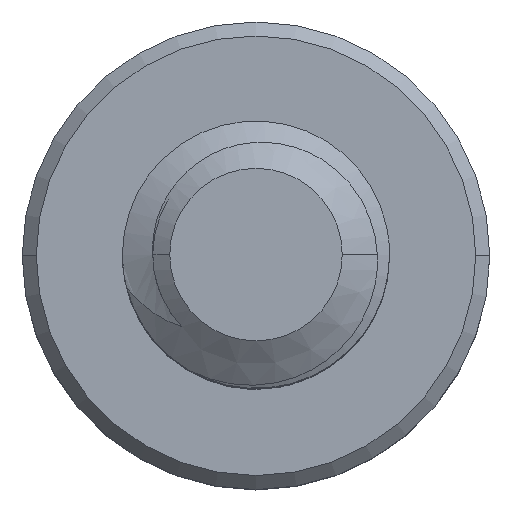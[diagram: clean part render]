
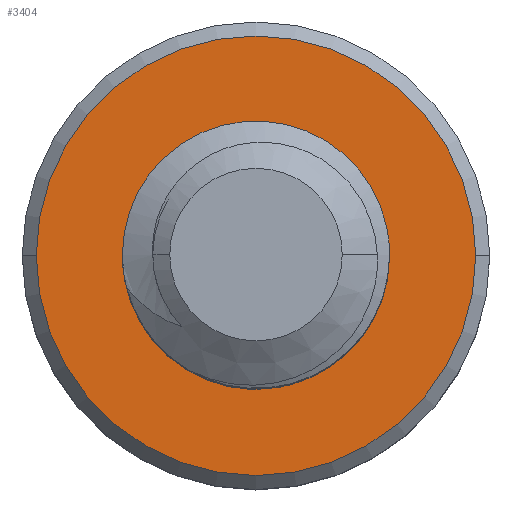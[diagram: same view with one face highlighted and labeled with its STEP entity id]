
A CAD part, top view. The second image highlights one B-rep face of the part: STEP entity #3404.
In plain terms, the highlighted planar face has unit normal (0, 0, 1).
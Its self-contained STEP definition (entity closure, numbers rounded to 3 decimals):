
#13 = VERTEX_POINT ( 'NONE', #673 ) ;
#54 = EDGE_CURVE ( 'NONE', #2857, #13, #2478, .T. ) ;
#69 = AXIS2_PLACEMENT_3D ( 'NONE', #2643, #3454, #4021 ) ;
#183 = DIRECTION ( 'NONE',  ( 0., 0., 1. ) ) ;
#257 = VERTEX_POINT ( 'NONE', #726 ) ;
#270 = EDGE_CURVE ( 'NONE', #13, #2857, #3864, .T. ) ;
#426 = AXIS2_PLACEMENT_3D ( 'NONE', #2406, #1037, #4040 ) ;
#673 = CARTESIAN_POINT ( 'NONE',  ( -3.29, 0., -10. ) ) ;
#726 = CARTESIAN_POINT ( 'NONE',  ( 2., 0., -10. ) ) ;
#730 = AXIS2_PLACEMENT_3D ( 'NONE', #3381, #1394, #3693 ) ;
#760 = AXIS2_PLACEMENT_3D ( 'NONE', #2288, #183, #2578 ) ;
#769 = PLANE ( 'NONE',  #2871 ) ;
#1031 = CIRCLE ( 'NONE', #730, 2. ) ;
#1037 = DIRECTION ( 'NONE',  ( 0., 0., 1. ) ) ;
#1126 = DIRECTION ( 'NONE',  ( -1., 0., 0. ) ) ;
#1394 = DIRECTION ( 'NONE',  ( 0., 0., 1. ) ) ;
#1600 = ORIENTED_EDGE ( 'NONE', *, *, #1854, .F. ) ;
#1767 = VERTEX_POINT ( 'NONE', #2531 ) ;
#1799 = EDGE_CURVE ( 'NONE', #1767, #257, #2924, .T. ) ;
#1809 = DIRECTION ( 'NONE',  ( 0., 0., -1. ) ) ;
#1854 = EDGE_CURVE ( 'NONE', #257, #1767, #1031, .T. ) ;
#2288 = CARTESIAN_POINT ( 'NONE',  ( 0., 0., -10. ) ) ;
#2406 = CARTESIAN_POINT ( 'NONE',  ( 0., 0., -10. ) ) ;
#2478 = CIRCLE ( 'NONE', #69, 3.29 ) ;
#2531 = CARTESIAN_POINT ( 'NONE',  ( -2., 0., -10. ) ) ;
#2578 = DIRECTION ( 'NONE',  ( 1., 0., 0. ) ) ;
#2643 = CARTESIAN_POINT ( 'NONE',  ( 0., 0., -10. ) ) ;
#2663 = FACE_BOUND ( 'NONE', #3967, .T. ) ;
#2666 = ORIENTED_EDGE ( 'NONE', *, *, #1799, .F. ) ;
#2857 = VERTEX_POINT ( 'NONE', #3030 ) ;
#2871 = AXIS2_PLACEMENT_3D ( 'NONE', #3756, #1809, #1126 ) ;
#2924 = CIRCLE ( 'NONE', #760, 2. ) ;
#3030 = CARTESIAN_POINT ( 'NONE',  ( 3.29, 0., -10. ) ) ;
#3381 = CARTESIAN_POINT ( 'NONE',  ( 0., 0., -10. ) ) ;
#3404 = ADVANCED_FACE ( 'NONE', ( #3444, #2663 ), #769, .F. ) ;
#3444 = FACE_OUTER_BOUND ( 'NONE', #3845, .T. ) ;
#3454 = DIRECTION ( 'NONE',  ( 0., 0., 1. ) ) ;
#3693 = DIRECTION ( 'NONE',  ( 1., 0., 0. ) ) ;
#3752 = ORIENTED_EDGE ( 'NONE', *, *, #54, .T. ) ;
#3756 = CARTESIAN_POINT ( 'NONE',  ( 0., 0., -10. ) ) ;
#3845 = EDGE_LOOP ( 'NONE', ( #3965, #3752 ) ) ;
#3864 = CIRCLE ( 'NONE', #426, 3.29 ) ;
#3965 = ORIENTED_EDGE ( 'NONE', *, *, #270, .T. ) ;
#3967 = EDGE_LOOP ( 'NONE', ( #1600, #2666 ) ) ;
#4021 = DIRECTION ( 'NONE',  ( -1., 0., 0. ) ) ;
#4040 = DIRECTION ( 'NONE',  ( -1., 0., 0. ) ) ;
